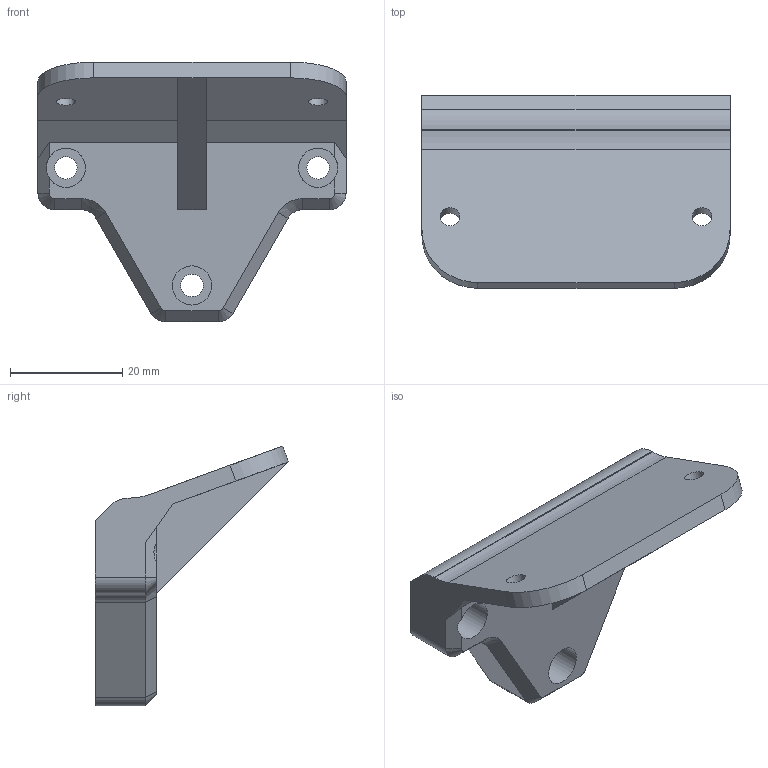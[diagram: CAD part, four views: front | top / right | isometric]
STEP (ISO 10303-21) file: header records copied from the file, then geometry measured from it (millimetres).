
FILE_DESCRIPTION( ( '' ), ' ' );
FILE_NAME( '5cafa9c86e1b28179f497283.step', '2019-04-11T20:55:36', ( '' ), ( '' ), ' ', ' ', ' ' );
FILE_SCHEMA( ( 'AUTOMOTIVE_DESIGN { 1 0 10303 214 1 1 1 1 }' ) );
Length unit declared in the file: metre
Products named in the file (1): RS_mount
Bounding box: 55 x 34.58 x 46.37 mm (x, y, z)
Volume: 19033 mm3; surface area: 8021.3 mm2
Topology: 1 solids, 1 shells, 55 faces, 142 edges, 90 vertices
Faces by surface type: plane 31, cylinder 18, cone 6
Full cylindrical faces by diameter (mm): 3.5 x2, 4 x3, 7 x3
Entity records: 2086 total; most frequent: DIRECTION 288, CARTESIAN_POINT 276, ORIENTED_EDGE 264, EDGE_CURVE 132, AXIS2_PLACEMENT_3D 100, VERTEX_POINT 88, LINE 88, VECTOR 88
